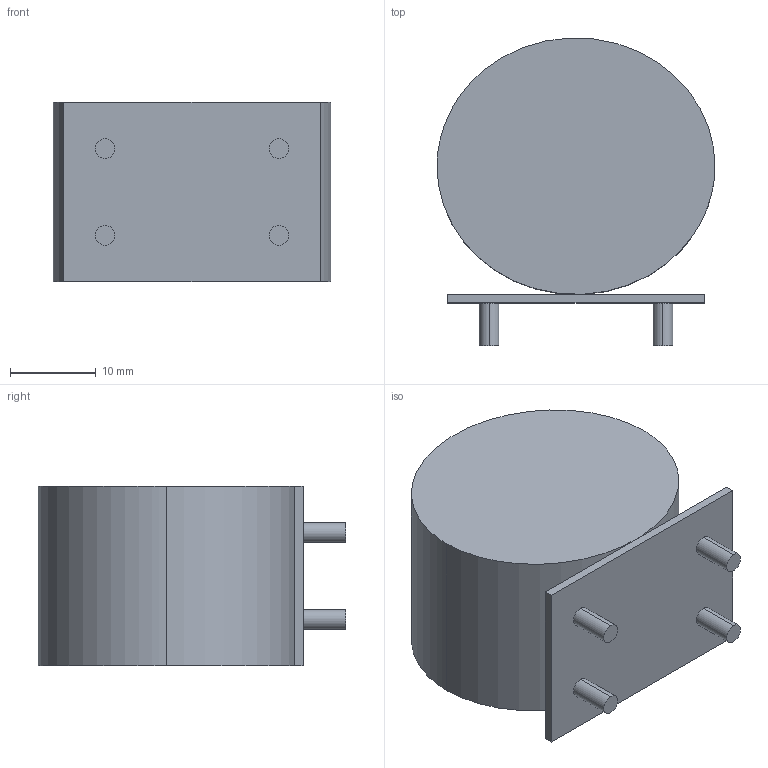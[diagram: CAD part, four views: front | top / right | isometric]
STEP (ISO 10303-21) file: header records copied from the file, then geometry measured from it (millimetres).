
FILE_DESCRIPTION (( 'STEP AP214' ), '1' );
FILE_NAME ('CMCN10R-16V.STEP', '2019-03-07T02:24:55', ( '' ), ( '' ), 'SwSTEP 2.0', 'SolidWorks 2018', '' );
FILE_SCHEMA (( 'AUTOMOTIVE_DESIGN' ));
Length unit declared in the file: millimetre
Products named in the file (1): CMCN10R-16V
Bounding box: 32.5 x 35.98 x 21 mm (x, y, z)
Volume: 16795 mm3; surface area: 5100.8 mm2
Topology: 2 solids, 2 shells, 22 faces, 42 edges, 28 vertices
Faces by surface type: plane 12, cylinder 8, bspline 2
Entity records: 611 total; most frequent: CARTESIAN_POINT 119, DIRECTION 96, ORIENTED_EDGE 84, EDGE_CURVE 42, AXIS2_PLACEMENT_3D 37, VERTEX_POINT 28, EDGE_LOOP 26, FACE_OUTER_BOUND 22
